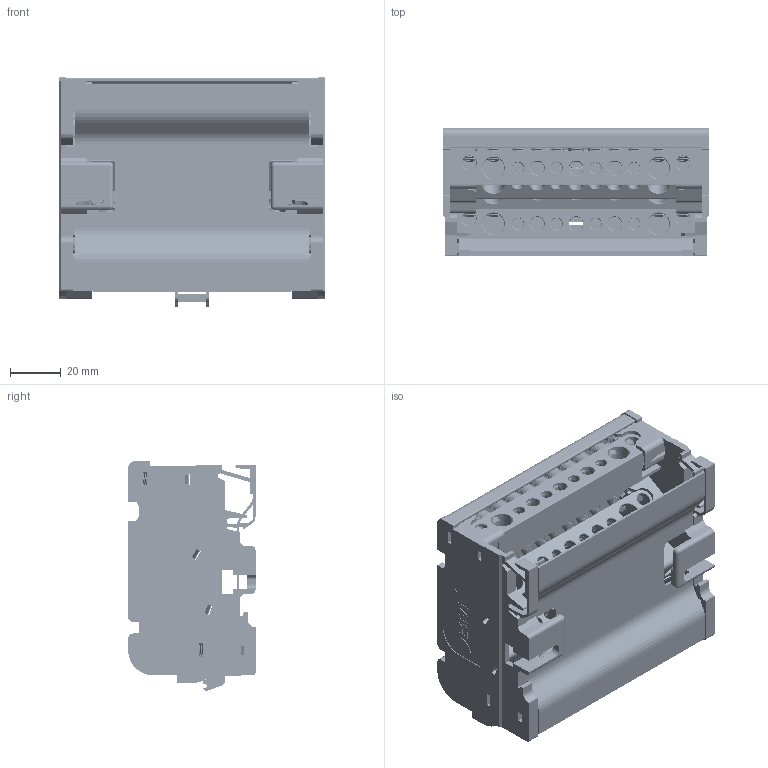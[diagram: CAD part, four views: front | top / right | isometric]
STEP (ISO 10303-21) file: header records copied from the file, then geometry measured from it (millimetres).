
FILE_DESCRIPTION (( 'STEP AP203' ), '1' );
FILE_NAME ('QM410011C.STEP', '2025-09-24T15:43:28', ( '' ), ( '' ), 'SwSTEP 2.0', 'SolidWorks 2022', '' );
FILE_SCHEMA (( 'CONFIG_CONTROL_DESIGN' ));
Length unit declared in the file: millimetre
Products named in the file (10): SC410011_SC9911; SABUS10011; SP9911_SP9911; SABAR10011; SG9907_11CON; SAVTCR510G; SG9907_DX_senza logo ; SG9907SX_logo grande; QM410011C; SS9911_apertura foro
Assembly tree (25 placements, depth 3):
  QM410011C
    SG9907_11CON
      SG9907SX_logo grande
    SS9911_apertura foro  x4
    SABAR10011  x4
      SABUS10011
      SAVTCR510G
    SP9911_SP9911
    SC410011_SC9911
    SG9907_DX_senza logo 
Bounding box: 104.7 x 50.15 x 90.21 mm (x, y, z)
Volume: 98249.6 mm3; surface area: 133204.6 mm2
Topology: 56 solids, 56 shells, 4408 faces, 12126 edges, 7838 vertices
Faces by surface type: plane 1865, cylinder 1782, bspline 405, cone 352, sphere 4
Entity records: 45949 total; most frequent: CARTESIAN_POINT 10946, ORIENTED_EDGE 7310, DIRECTION 6589, EDGE_CURVE 3655, VECTOR 2711, LINE 2711, VERTEX_POINT 2368, AXIS2_PLACEMENT_3D 1939
